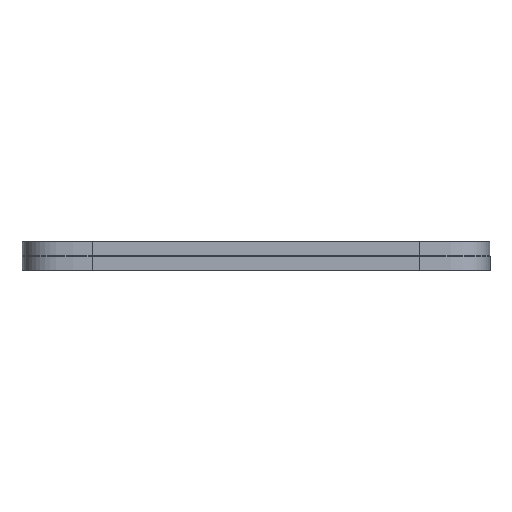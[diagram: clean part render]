
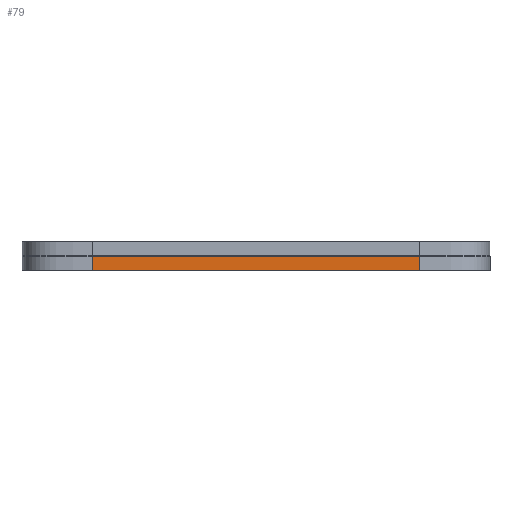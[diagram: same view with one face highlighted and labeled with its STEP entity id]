
A CAD part, front view. The second image highlights one B-rep face of the part: STEP entity #79.
In plain terms, the highlighted planar face has unit normal (0, -1, 0).
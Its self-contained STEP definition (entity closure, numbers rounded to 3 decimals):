
#79=ADVANCED_FACE('',(#187),#1895,.T.);
#187=FACE_OUTER_BOUND('',#295,.T.);
#295=EDGE_LOOP('',(#524,#525,#526,#527));
#524=ORIENTED_EDGE('',*,*,#1118,.T.);
#525=ORIENTED_EDGE('',*,*,#1027,.T.);
#526=ORIENTED_EDGE('',*,*,#1119,.F.);
#527=ORIENTED_EDGE('',*,*,#1116,.F.);
#1027=EDGE_CURVE('',#1648,#1651,#1459,.T.);
#1116=EDGE_CURVE('',#1710,#1711,#1548,.T.);
#1118=EDGE_CURVE('',#1710,#1648,#1550,.T.);
#1119=EDGE_CURVE('',#1711,#1651,#1551,.T.);
#1459=B_SPLINE_CURVE_WITH_KNOTS('',1,(#2524,#2525),.UNSPECIFIED.,.F.,.F.,
(2,2),(0.,3.),.UNSPECIFIED.);
#1548=B_SPLINE_CURVE_WITH_KNOTS('',1,(#2968,#2969),.UNSPECIFIED.,.F.,.F.,
(2,2),(0.,3.),.UNSPECIFIED.);
#1550=B_SPLINE_CURVE_WITH_KNOTS('',5,(#2976,#2977,#2978,#2979,#2980,#2981,
#2982,#2983,#2984,#2985,#2986),.UNSPECIFIED.,.F.,.F.,(6,5,6),(204.354,
239.354,274.354),.UNSPECIFIED.);
#1551=B_SPLINE_CURVE_WITH_KNOTS('',5,(#2987,#2988,#2989,#2990,#2991,#2992,
#2993,#2994,#2995,#2996,#2997),.UNSPECIFIED.,.F.,.F.,(6,5,6),(204.354,
239.354,274.354),.UNSPECIFIED.);
#1648=VERTEX_POINT('',#2402);
#1651=VERTEX_POINT('',#2405);
#1710=VERTEX_POINT('',#2464);
#1711=VERTEX_POINT('',#2465);
#1895=PLANE('',#2067);
#2067=AXIS2_PLACEMENT_3D('',#2377,#2150,$);
#2150=DIRECTION('',(0.,-1.,0.));
#2377=CARTESIAN_POINT('',(-797.012,53.506,20.965));
#2402=CARTESIAN_POINT('',(-727.012,53.506,20.965));
#2405=CARTESIAN_POINT('',(-727.012,53.506,23.965));
#2464=CARTESIAN_POINT('',(-797.012,53.506,20.965));
#2465=CARTESIAN_POINT('',(-797.012,53.506,23.965));
#2524=CARTESIAN_POINT('',(-727.012,53.506,20.965));
#2525=CARTESIAN_POINT('',(-727.012,53.506,23.965));
#2968=CARTESIAN_POINT('',(-797.012,53.506,20.965));
#2969=CARTESIAN_POINT('',(-797.012,53.506,23.965));
#2976=CARTESIAN_POINT('',(-797.012,53.506,20.965));
#2977=CARTESIAN_POINT('',(-790.012,53.506,20.965));
#2978=CARTESIAN_POINT('',(-783.012,53.506,20.965));
#2979=CARTESIAN_POINT('',(-776.012,53.506,20.965));
#2980=CARTESIAN_POINT('',(-769.012,53.506,20.965));
#2981=CARTESIAN_POINT('',(-762.012,53.506,20.965));
#2982=CARTESIAN_POINT('',(-755.012,53.506,20.965));
#2983=CARTESIAN_POINT('',(-748.012,53.506,20.965));
#2984=CARTESIAN_POINT('',(-741.012,53.506,20.965));
#2985=CARTESIAN_POINT('',(-734.012,53.506,20.965));
#2986=CARTESIAN_POINT('',(-727.012,53.506,20.965));
#2987=CARTESIAN_POINT('',(-797.012,53.506,23.965));
#2988=CARTESIAN_POINT('',(-790.012,53.506,23.965));
#2989=CARTESIAN_POINT('',(-783.012,53.506,23.965));
#2990=CARTESIAN_POINT('',(-776.012,53.506,23.965));
#2991=CARTESIAN_POINT('',(-769.012,53.506,23.965));
#2992=CARTESIAN_POINT('',(-762.012,53.506,23.965));
#2993=CARTESIAN_POINT('',(-755.012,53.506,23.965));
#2994=CARTESIAN_POINT('',(-748.012,53.506,23.965));
#2995=CARTESIAN_POINT('',(-741.012,53.506,23.965));
#2996=CARTESIAN_POINT('',(-734.012,53.506,23.965));
#2997=CARTESIAN_POINT('',(-727.012,53.506,23.965));
